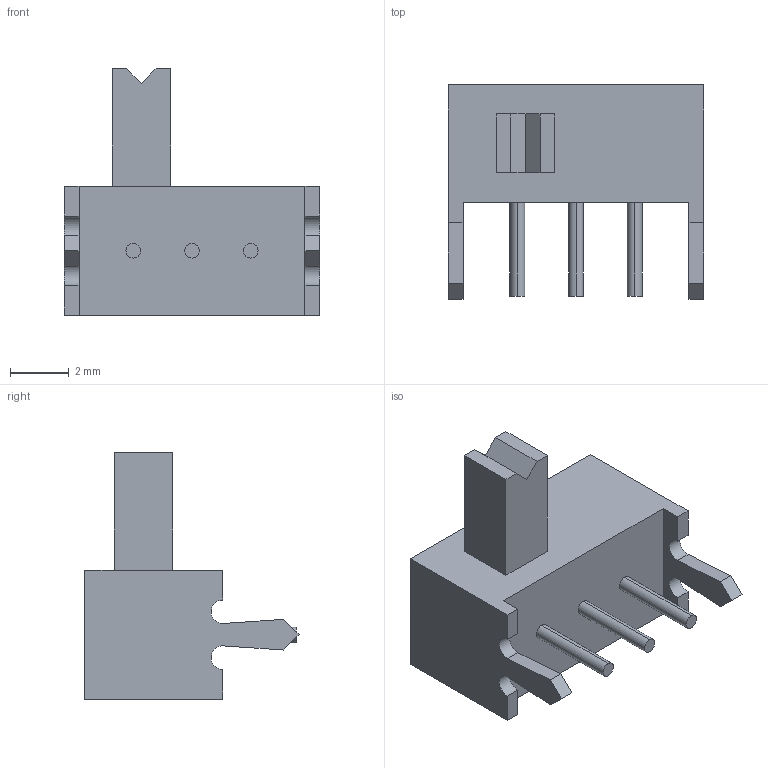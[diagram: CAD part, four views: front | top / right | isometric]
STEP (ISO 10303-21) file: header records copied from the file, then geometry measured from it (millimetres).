
FILE_DESCRIPTION (( 'STEP AP214' ), '1' );
FILE_NAME ('CDB7295B-2EE3-4D8E-95AE-9DDE56740BAF.STEP', '2024-11-21T00:01:24', ( '' ), ( '' ), 'SwSTEP 2.0', 'SolidWorks 2022', '' );
FILE_SCHEMA (( 'AUTOMOTIVE_DESIGN' ));
Length unit declared in the file: millimetre
Products named in the file (1): CDB7295B-2EE3-4D8E-95AE-9DDE56740BAF
Bounding box: 8.7 x 7.3 x 8.4 mm (x, y, z)
Volume: 175.2 mm3; surface area: 254.8 mm2
Topology: 1 solids, 1 shells, 45 faces, 117 edges, 78 vertices
Faces by surface type: plane 35, cylinder 10
Entity records: 1559 total; most frequent: CARTESIAN_POINT 241, ORIENTED_EDGE 234, DIRECTION 229, EDGE_CURVE 117, LINE 97, VECTOR 97, VERTEX_POINT 78, AXIS2_PLACEMENT_3D 66
